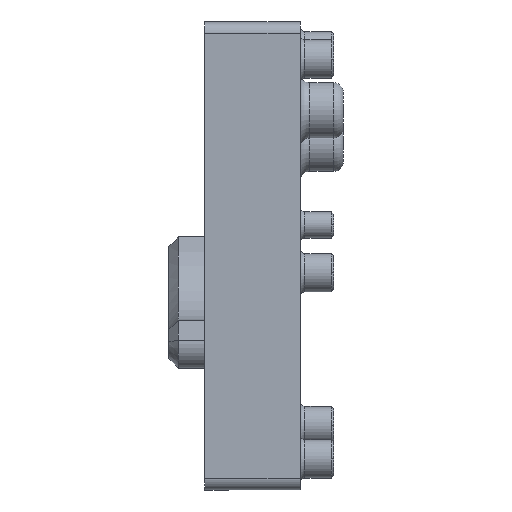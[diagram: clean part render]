
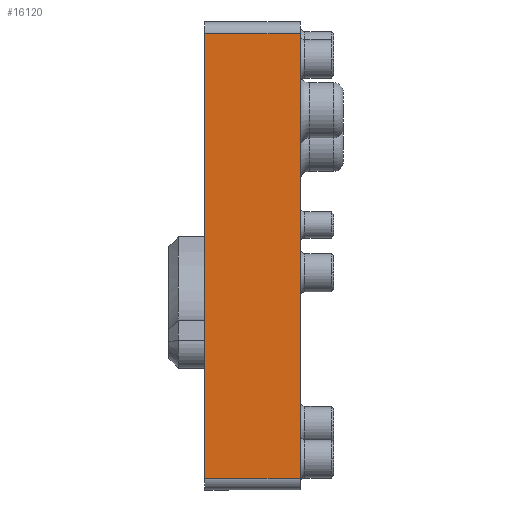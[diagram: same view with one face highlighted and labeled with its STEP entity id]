
A CAD part, front view. The second image highlights one B-rep face of the part: STEP entity #16120.
In plain terms, the highlighted face is planar.
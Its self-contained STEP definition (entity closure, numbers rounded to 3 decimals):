
#110=CARTESIAN_POINT('',(25.738,2.755,-6.4));
#120=VERTEX_POINT('',#110);
#300=CARTESIAN_POINT('',(25.738,2.755,-2.4));
#310=VERTEX_POINT('',#300);
#340=CARTESIAN_POINT('',(25.738,2.755,-2.4));
#350=DIRECTION('',(0.,0.,-1.));
#360=VECTOR('',#350,1.);
#370=LINE('',#340,#360);
#380=EDGE_CURVE('',#310,#120,#370,.T.);
#3300=CARTESIAN_POINT('',(25.738,0.,-6.4));
#3310=DIRECTION('',(0.,1.,0.));
#3320=VECTOR('',#3310,1.);
#3330=LINE('',#3300,#3320);
#3340=CARTESIAN_POINT('',(25.738,21.355,-6.4));
#3350=VERTEX_POINT('',#3340);
#3360=EDGE_CURVE('',#120,#3350,#3330,.T.);
#7960=CARTESIAN_POINT('',(25.738,21.355,-2.4));
#7970=VERTEX_POINT('',#7960);
#8090=CARTESIAN_POINT('',(25.738,21.355,-2.4));
#8100=DIRECTION('',(0.,0.,1.));
#8110=VECTOR('',#8100,1.);
#8120=LINE('',#8090,#8110);
#8130=EDGE_CURVE('',#3350,#7970,#8120,.T.);
#15960=CARTESIAN_POINT('',(25.738,14.629,
-9.438));
#15970=DIRECTION('',(1.,0.,0.));
#15980=DIRECTION('',(0.,1.,0.));
#15990=AXIS2_PLACEMENT_3D('',#15960,#15970,#15980);
#16000=PLANE('',#15990);
#16010=CARTESIAN_POINT('',(25.738,0.,-2.4));
#16020=DIRECTION('',(0.,-1.,0.));
#16030=VECTOR('',#16020,1.);
#16040=LINE('',#16010,#16030);
#16050=EDGE_CURVE('',#7970,#310,#16040,.T.);
#16060=ORIENTED_EDGE('',*,*,#16050,.T.);
#16070=ORIENTED_EDGE('',*,*,#8130,.T.);
#16080=ORIENTED_EDGE('',*,*,#3360,.T.);
#16090=ORIENTED_EDGE('',*,*,#380,.T.);
#16100=EDGE_LOOP('',(#16090,#16080,#16070,#16060));
#16110=FACE_OUTER_BOUND('',#16100,.T.);
#16120=ADVANCED_FACE('',(#16110),#16000,.T.);
